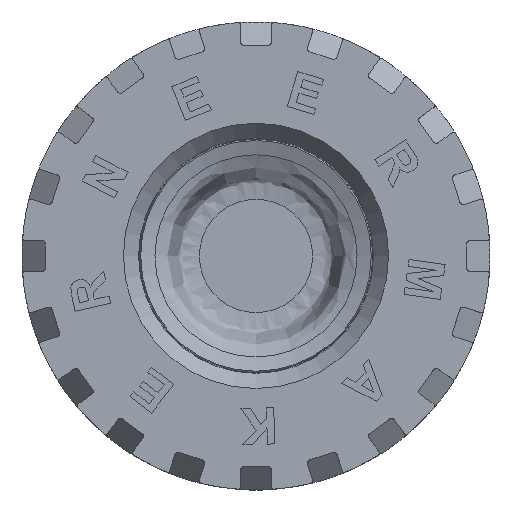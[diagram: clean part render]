
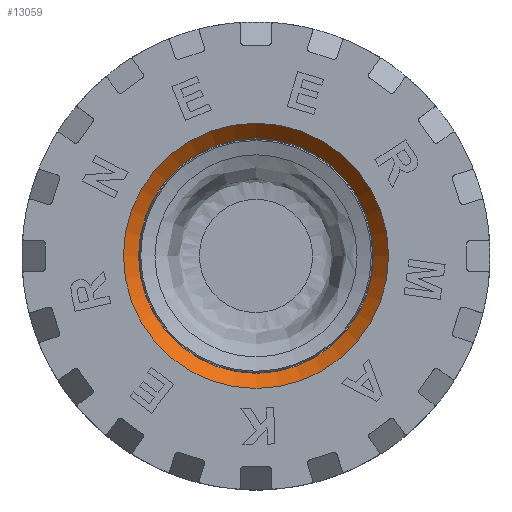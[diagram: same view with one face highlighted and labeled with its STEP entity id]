
A CAD part, top view. The second image highlights one B-rep face of the part: STEP entity #13059.
In plain terms, the highlighted conical face has half-angle 40.236 degrees and reference radius 68.125 mm.
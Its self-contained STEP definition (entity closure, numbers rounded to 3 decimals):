
#1723=FACE_OUTER_BOUND('',#2427,.T.);
#2427=EDGE_LOOP('',(#12242,#12243,#12244,#12245));
#3769=LINE('',#23371,#5068);
#5068=VECTOR('',#17672,68.125);
#5281=CIRCLE('',#13565,72.25);
#5332=CIRCLE('',#14188,64.);
#6209=VERTEX_POINT('',#21853);
#6618=VERTEX_POINT('',#23370);
#7772=EDGE_CURVE('',#6209,#6209,#5281,.T.);
#8548=EDGE_CURVE('',#6209,#6618,#3769,.T.);
#8549=EDGE_CURVE('',#6618,#6618,#5332,.T.);
#12242=ORIENTED_EDGE('',*,*,#7772,.T.);
#12243=ORIENTED_EDGE('',*,*,#8548,.T.);
#12244=ORIENTED_EDGE('',*,*,#8549,.F.);
#12245=ORIENTED_EDGE('',*,*,#8548,.F.);
#12425=CONICAL_SURFACE('',#14187,68.125,0.702);
#13059=ADVANCED_FACE('',(#1723),#12425,.F.);
#13565=AXIS2_PLACEMENT_3D('',#21854,#15941,#15942);
#14187=AXIS2_PLACEMENT_3D('',#23369,#17670,#17671);
#14188=AXIS2_PLACEMENT_3D('',#23372,#17673,#17674);
#15941=DIRECTION('center_axis',(0.,0.,1.));
#15942=DIRECTION('ref_axis',(1.,0.,0.));
#17670=DIRECTION('center_axis',(0.,0.,1.));
#17671=DIRECTION('ref_axis',(1.,0.,0.));
#17672=DIRECTION('',(0.646,0.,-0.763));
#17673=DIRECTION('center_axis',(0.,0.,1.));
#17674=DIRECTION('ref_axis',(1.,0.,0.));
#21853=CARTESIAN_POINT('',(-72.25,0.,39.));
#21854=CARTESIAN_POINT('Origin',(0.,0.,39.));
#23369=CARTESIAN_POINT('Origin',(0.,0.,34.125));
#23370=CARTESIAN_POINT('',(-64.,0.,29.25));
#23371=CARTESIAN_POINT('',(-68.125,0.,34.125));
#23372=CARTESIAN_POINT('Origin',(0.,0.,29.25));
